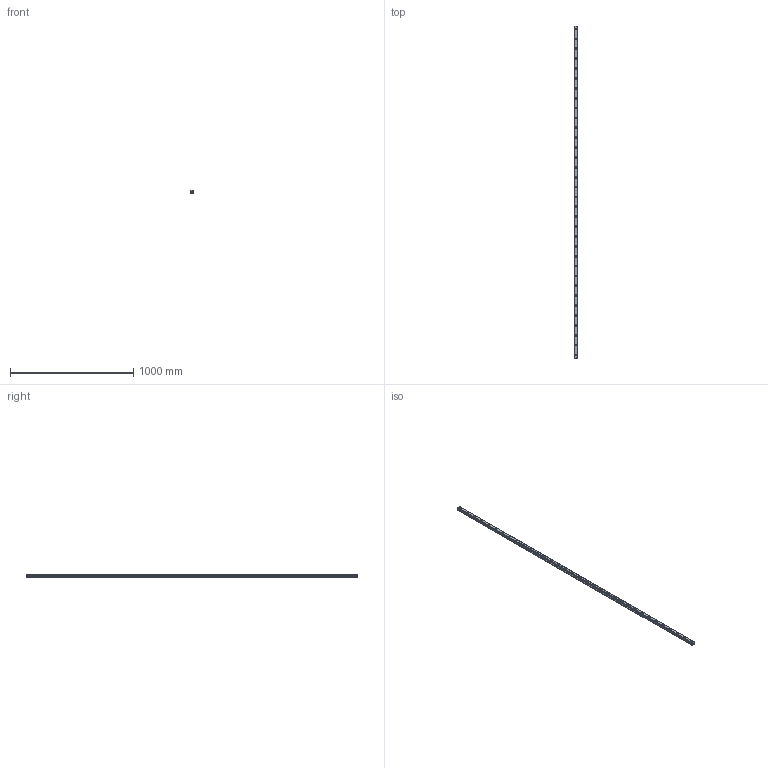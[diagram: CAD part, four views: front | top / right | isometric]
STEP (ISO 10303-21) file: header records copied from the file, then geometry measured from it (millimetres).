
FILE_DESCRIPTION(('STEP AP214'),'1');
FILE_NAME('cctmp_00F1AEE2-CD0A-4021-B6D5-C337D09FEA42_2020_6_29_12_45_25_387..stp','2020-06-29T10:45:25',('HIWIN GmbH'),('CADClick - www.CADClick.com'),'Spatial InterOp 3D',' ','unknown authorization');
FILE_SCHEMA(('AUTOMOTIVE_DESIGN'));
Length unit declared in the file: millimetre
Products named in the file (1): HGR30R2690H_FILE
Bounding box: 28 x 2690 x 26 mm (x, y, z)
Volume: 1564143.7 mm3; surface area: 333821.5 mm2
Topology: 1 solids, 1 shells, 421 faces, 939 edges, 626 vertices
Faces by surface type: cylinder 226, plane 195
Entity records: 15257 total; most frequent: DIRECTION 2235, CARTESIAN_POINT 1987, ORIENTED_EDGE 1878, EDGE_CURVE 939, AXIS2_PLACEMENT_3D 874, VERTEX_POINT 626, EDGE_LOOP 527, LINE 487
